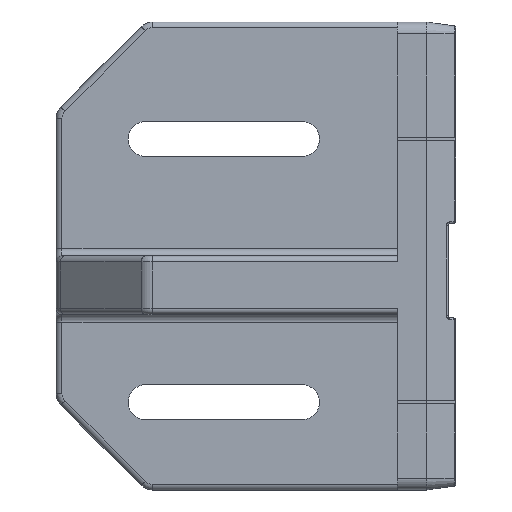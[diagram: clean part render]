
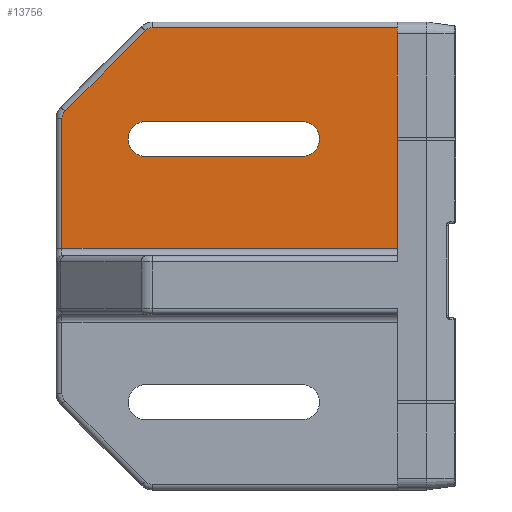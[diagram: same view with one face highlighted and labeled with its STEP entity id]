
A CAD part, left-side view. The second image highlights one B-rep face of the part: STEP entity #13756.
In plain terms, the highlighted planar face has unit normal (-1, 0, 0).
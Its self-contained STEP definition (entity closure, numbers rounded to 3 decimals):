
#132=FACE_BOUND('',#2287,.T.);
#176=PLANE('',#14844);
#1335=FACE_OUTER_BOUND('',#2286,.T.);
#2286=EDGE_LOOP('',(#9769,#9770,#9771,#9772,#9773,#9774,#9775));
#2287=EDGE_LOOP('',(#9776,#9777,#9778,#9779));
#3298=LINE('',#21414,#4257);
#3392=LINE('',#21689,#4351);
#3393=LINE('',#21693,#4352);
#3394=LINE('',#21697,#4353);
#3395=LINE('',#21698,#4354);
#3396=LINE('',#21703,#4355);
#3397=LINE('',#21706,#4356);
#4257=VECTOR('',#16764,56.5);
#4351=VECTOR('',#16964,62.843);
#4352=VECTOR('',#16967,29.213);
#4353=VECTOR('',#16970,33.343);
#4354=VECTOR('',#16971,86.);
#4355=VECTOR('',#16974,40.);
#4356=VECTOR('',#16977,40.);
#5243=CIRCLE('',#14845,2.5);
#5244=CIRCLE('',#14846,2.5);
#5245=CIRCLE('',#14847,4.5);
#5246=CIRCLE('',#14848,4.5);
#6215=VERTEX_POINT('',#21411);
#6216=VERTEX_POINT('',#21413);
#6320=VERTEX_POINT('',#21688);
#6321=VERTEX_POINT('',#21690);
#6322=VERTEX_POINT('',#21692);
#6323=VERTEX_POINT('',#21694);
#6324=VERTEX_POINT('',#21696);
#6325=VERTEX_POINT('',#21699);
#6326=VERTEX_POINT('',#21700);
#6327=VERTEX_POINT('',#21702);
#6328=VERTEX_POINT('',#21704);
#7454=EDGE_CURVE('',#6216,#6215,#3298,.T.);
#7587=EDGE_CURVE('',#6215,#6320,#3392,.T.);
#7588=EDGE_CURVE('',#6320,#6321,#5243,.T.);
#7589=EDGE_CURVE('',#6321,#6322,#3393,.T.);
#7590=EDGE_CURVE('',#6322,#6323,#5244,.T.);
#7591=EDGE_CURVE('',#6323,#6324,#3394,.T.);
#7592=EDGE_CURVE('',#6324,#6216,#3395,.T.);
#7593=EDGE_CURVE('',#6325,#6326,#5245,.T.);
#7594=EDGE_CURVE('',#6326,#6327,#3396,.T.);
#7595=EDGE_CURVE('',#6327,#6328,#5246,.T.);
#7596=EDGE_CURVE('',#6328,#6325,#3397,.T.);
#9769=ORIENTED_EDGE('',*,*,#7454,.T.);
#9770=ORIENTED_EDGE('',*,*,#7587,.T.);
#9771=ORIENTED_EDGE('',*,*,#7588,.T.);
#9772=ORIENTED_EDGE('',*,*,#7589,.T.);
#9773=ORIENTED_EDGE('',*,*,#7590,.T.);
#9774=ORIENTED_EDGE('',*,*,#7591,.T.);
#9775=ORIENTED_EDGE('',*,*,#7592,.T.);
#9776=ORIENTED_EDGE('',*,*,#7593,.T.);
#9777=ORIENTED_EDGE('',*,*,#7594,.T.);
#9778=ORIENTED_EDGE('',*,*,#7595,.T.);
#9779=ORIENTED_EDGE('',*,*,#7596,.T.);
#13756=ADVANCED_FACE('',(#1335,#132),#176,.F.);
#14844=AXIS2_PLACEMENT_3D('',#21687,#16962,#16963);
#14845=AXIS2_PLACEMENT_3D('',#21691,#16965,#16966);
#14846=AXIS2_PLACEMENT_3D('',#21695,#16968,#16969);
#14847=AXIS2_PLACEMENT_3D('',#21701,#16972,#16973);
#14848=AXIS2_PLACEMENT_3D('',#21705,#16975,#16976);
#16764=DIRECTION('',(0.,0.,1.));
#16962=DIRECTION('center_axis',(1.,0.,0.));
#16963=DIRECTION('ref_axis',(0.,1.,0.));
#16964=DIRECTION('',(0.,1.,0.));
#16965=DIRECTION('center_axis',(-1.,0.,0.));
#16966=DIRECTION('ref_axis',(0.,0.,
-1.));
#16967=DIRECTION('',(0.,0.707,-0.707));
#16968=DIRECTION('center_axis',(-1.,0.,0.));
#16969=DIRECTION('ref_axis',(0.,0.,-1.));
#16970=DIRECTION('',(0.,0.,-1.));
#16971=DIRECTION('',(0.,-1.,0.));
#16972=DIRECTION('center_axis',(1.,0.,0.));
#16973=DIRECTION('ref_axis',(0.,0.,-1.));
#16974=DIRECTION('',(0.,-1.,0.));
#16975=DIRECTION('center_axis',(1.,0.,0.));
#16976=DIRECTION('ref_axis',(0.,0.,-1.));
#16977=DIRECTION('',(0.,1.,0.));
#21411=CARTESIAN_POINT('',(0.,7.5,58.5));
#21413=CARTESIAN_POINT('',(0.,7.5,2.));
#21414=CARTESIAN_POINT('',(0.,7.5,57.));
#21687=CARTESIAN_POINT('Origin',(0.,95.,0.));
#21688=CARTESIAN_POINT('',(0.,70.343,58.5));
#21689=CARTESIAN_POINT('',(0.,95.,58.5));
#21690=CARTESIAN_POINT('',(0.,72.111,57.768));
#21691=CARTESIAN_POINT('Origin',(0.,70.343,
56.));
#21692=CARTESIAN_POINT('',(0.,92.768,37.111));
#21693=CARTESIAN_POINT('',(0.,92.768,37.111));
#21694=CARTESIAN_POINT('',(0.,93.5,35.343));
#21695=CARTESIAN_POINT('Origin',(0.,91.,35.343));
#21696=CARTESIAN_POINT('',(0.,93.5,2.));
#21697=CARTESIAN_POINT('',(0.,93.5,2.));
#21698=CARTESIAN_POINT('',(0.,7.5,2.));
#21699=CARTESIAN_POINT('',(0.,72.,25.5));
#21700=CARTESIAN_POINT('',(0.,72.,34.5));
#21701=CARTESIAN_POINT('Origin',(0.,72.,30.));
#21702=CARTESIAN_POINT('',(0.,32.,34.5));
#21703=CARTESIAN_POINT('',(0.,72.,34.5));
#21704=CARTESIAN_POINT('',(0.,32.,25.5));
#21705=CARTESIAN_POINT('Origin',(0.,32.,30.));
#21706=CARTESIAN_POINT('',(0.,72.,25.5));
